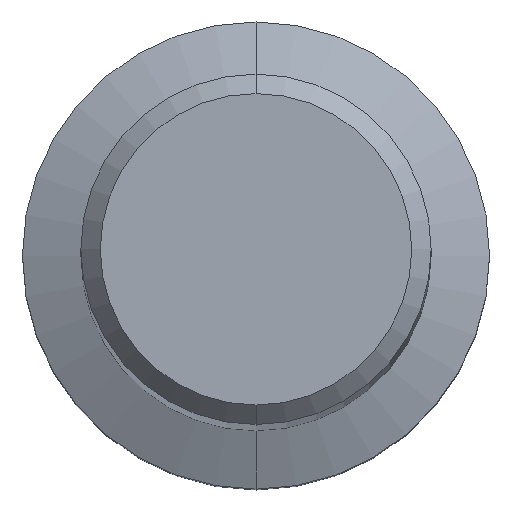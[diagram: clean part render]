
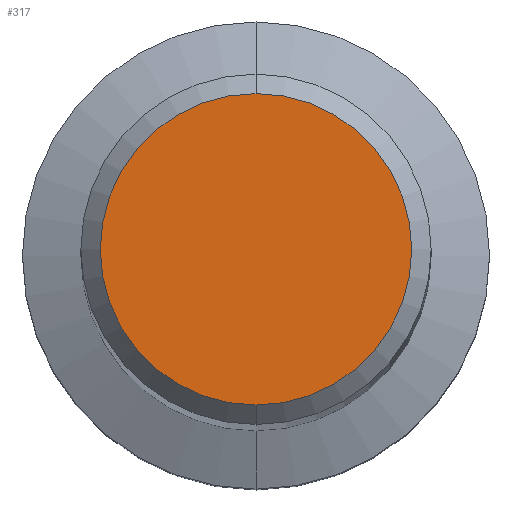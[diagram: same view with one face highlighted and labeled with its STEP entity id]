
A CAD part, top view. The second image highlights one B-rep face of the part: STEP entity #317.
In plain terms, the highlighted planar face has unit normal (0, 0, 1).
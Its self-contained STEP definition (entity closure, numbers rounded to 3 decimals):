
#317=ADVANCED_FACE('',(#684),#685,.T.);
#393=EDGE_CURVE('',#529,#531,#764,.T.);
#445=EDGE_CURVE('',#531,#529,#821,.T.);
#529=VERTEX_POINT('',#921);
#531=VERTEX_POINT('',#923);
#684=FACE_OUTER_BOUND('',#1165,.T.);
#685=PLANE('',#1166);
#764=CIRCLE('',#1336,4.0);
#821=CIRCLE('',#1488,4.0);
#921=CARTESIAN_POINT('',(0.0,4.0,0.0));
#923=CARTESIAN_POINT('',(0.,-4.0,0.0));
#1165=EDGE_LOOP('',(#1817,#1818));
#1166=AXIS2_PLACEMENT_3D('',#1819,#1820,#1821);
#1336=AXIS2_PLACEMENT_3D('',#1886,#1887,#1888);
#1488=AXIS2_PLACEMENT_3D('',#1950,#1951,#1952);
#1817=ORIENTED_EDGE('',*,*,#393,.F.);
#1818=ORIENTED_EDGE('',*,*,#445,.F.);
#1819=CARTESIAN_POINT('',(0.0,2.0,0.0));
#1820=DIRECTION('',(-0.0,0.0,1.0));
#1821=DIRECTION('',(0.0,-1.0,0.0));
#1886=CARTESIAN_POINT('',(0.0,0.0,0.0));
#1887=DIRECTION('',(0.0,0.0,-1.0));
#1888=DIRECTION('',(0.0,1.0,0.0));
#1950=CARTESIAN_POINT('',(0.0,0.0,0.0));
#1951=DIRECTION('',(0.0,0.0,-1.0));
#1952=DIRECTION('',(0.0,1.0,0.0));
